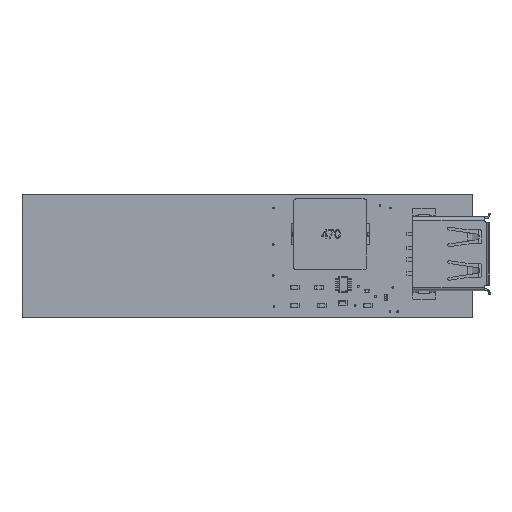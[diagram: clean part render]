
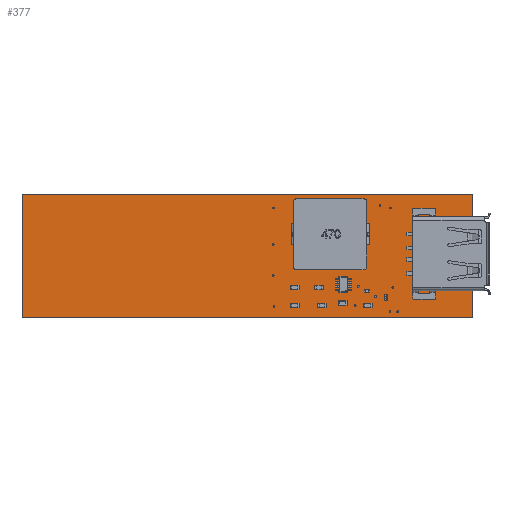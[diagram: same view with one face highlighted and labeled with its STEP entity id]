
A CAD part, top view. The second image highlights one B-rep face of the part: STEP entity #377.
In plain terms, the highlighted planar face has unit normal (0, 0, 1).
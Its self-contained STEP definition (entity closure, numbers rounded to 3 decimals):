
#83 = VERTEX_POINT('',#84);
#84 = CARTESIAN_POINT('',(30.724,-6.302,1.6
    ));
#90 = EDGE_CURVE('',#83,#91,#93,.T.);
#91 = VERTEX_POINT('',#92);
#92 = CARTESIAN_POINT('',(-49.25,-6.302,1.6
    ));
#93 = LINE('',#94,#95);
#94 = CARTESIAN_POINT('',(30.724,-6.302,1.6
    ));
#95 = VECTOR('',#96,1.);
#96 = DIRECTION('',(-1.,0.,0.));
#123 = VERTEX_POINT('',#124);
#124 = CARTESIAN_POINT('',(30.724,-6.201,
    1.6));
#130 = EDGE_CURVE('',#123,#83,#131,.T.);
#131 = LINE('',#132,#133);
#132 = CARTESIAN_POINT('',(30.724,-6.201,
    1.6));
#133 = VECTOR('',#134,1.);
#134 = DIRECTION('',(0.,-1.,0.));
#152 = EDGE_CURVE('',#91,#153,#155,.T.);
#153 = VERTEX_POINT('',#154);
#154 = CARTESIAN_POINT('',(-49.25,15.673,
    1.6));
#155 = LINE('',#156,#157);
#156 = CARTESIAN_POINT('',(-49.25,-6.302,
    1.6));
#157 = VECTOR('',#158,1.);
#158 = DIRECTION('',(0.,1.,0.));
#377 = ADVANCED_FACE('',(#378,#406,#417,#428,#439,#450,#461,#472,#483,
    #494,#505,#516,#527,#538,#549,#560),#571,.F.);
#378 = FACE_BOUND('',#379,.F.);
#379 = EDGE_LOOP('',(#380,#381,#382,#390,#398,#405));
#380 = ORIENTED_EDGE('',*,*,#90,.T.);
#381 = ORIENTED_EDGE('',*,*,#152,.T.);
#382 = ORIENTED_EDGE('',*,*,#383,.T.);
#383 = EDGE_CURVE('',#153,#384,#386,.T.);
#384 = VERTEX_POINT('',#385);
#385 = CARTESIAN_POINT('',(30.721,15.673,
    1.6));
#386 = LINE('',#387,#388);
#387 = CARTESIAN_POINT('',(-49.25,15.673,
    1.6));
#388 = VECTOR('',#389,1.);
#389 = DIRECTION('',(1.,0.,0.));
#390 = ORIENTED_EDGE('',*,*,#391,.T.);
#391 = EDGE_CURVE('',#384,#392,#394,.T.);
#392 = VERTEX_POINT('',#393);
#393 = CARTESIAN_POINT('',(30.724,-6.198,
    1.6));
#394 = LINE('',#395,#396);
#395 = CARTESIAN_POINT('',(30.721,15.673,
    1.6));
#396 = VECTOR('',#397,1.);
#397 = DIRECTION('',(0.,-1.,0.));
#398 = ORIENTED_EDGE('',*,*,#399,.T.);
#399 = EDGE_CURVE('',#392,#123,#400,.T.);
#400 = CIRCLE('',#401,0.013);
#401 = AXIS2_PLACEMENT_3D('',#402,#403,#404);
#402 = CARTESIAN_POINT('',(30.737,-6.201,
    1.6));
#403 = DIRECTION('',(0.,0.,1.));
#404 = DIRECTION('',(-0.985,0.171,0.));
#405 = ORIENTED_EDGE('',*,*,#130,.T.);
#406 = FACE_BOUND('',#407,.F.);
#407 = EDGE_LOOP('',(#408));
#408 = ORIENTED_EDGE('',*,*,#409,.T.);
#409 = EDGE_CURVE('',#410,#410,#412,.T.);
#410 = VERTEX_POINT('',#411);
#411 = CARTESIAN_POINT('',(17.551,-5.207,1.6
    ));
#412 = CIRCLE('',#413,0.152);
#413 = AXIS2_PLACEMENT_3D('',#414,#415,#416);
#414 = CARTESIAN_POINT('',(17.399,-5.207,1.6
    ));
#415 = DIRECTION('',(0.,0.,1.));
#416 = DIRECTION('',(1.,0.,-0.));
#417 = FACE_BOUND('',#418,.F.);
#418 = EDGE_LOOP('',(#419));
#419 = ORIENTED_EDGE('',*,*,#420,.T.);
#420 = EDGE_CURVE('',#421,#421,#423,.T.);
#421 = VERTEX_POINT('',#422);
#422 = CARTESIAN_POINT('',(16.154,-5.207,
    1.6));
#423 = CIRCLE('',#424,0.152);
#424 = AXIS2_PLACEMENT_3D('',#425,#426,#427);
#425 = CARTESIAN_POINT('',(16.002,-5.207,
    1.6));
#426 = DIRECTION('',(0.,0.,1.));
#427 = DIRECTION('',(1.,0.,-0.));
#428 = FACE_BOUND('',#429,.F.);
#429 = EDGE_LOOP('',(#430));
#430 = ORIENTED_EDGE('',*,*,#431,.T.);
#431 = EDGE_CURVE('',#432,#432,#434,.T.);
#432 = VERTEX_POINT('',#433);
#433 = CARTESIAN_POINT('',(10.,-4.064,1.6)
  );
#434 = CIRCLE('',#435,0.152);
#435 = AXIS2_PLACEMENT_3D('',#436,#437,#438);
#436 = CARTESIAN_POINT('',(9.847,-4.064,1.6)
  );
#437 = DIRECTION('',(0.,0.,1.));
#438 = DIRECTION('',(1.,0.,-0.));
#439 = FACE_BOUND('',#440,.F.);
#440 = EDGE_LOOP('',(#441));
#441 = ORIENTED_EDGE('',*,*,#442,.T.);
#442 = EDGE_CURVE('',#443,#443,#445,.T.);
#443 = VERTEX_POINT('',#444);
#444 = CARTESIAN_POINT('',(13.615,-2.502,
    1.6));
#445 = CIRCLE('',#446,0.152);
#446 = AXIS2_PLACEMENT_3D('',#447,#448,#449);
#447 = CARTESIAN_POINT('',(13.462,-2.502,1.6
    ));
#448 = DIRECTION('',(0.,0.,1.));
#449 = DIRECTION('',(1.,0.,-0.));
#450 = FACE_BOUND('',#451,.F.);
#451 = EDGE_LOOP('',(#452));
#452 = ORIENTED_EDGE('',*,*,#453,.T.);
#453 = EDGE_CURVE('',#454,#454,#456,.T.);
#454 = VERTEX_POINT('',#455);
#455 = CARTESIAN_POINT('',(16.662,-0.889,
    1.6));
#456 = CIRCLE('',#457,0.152);
#457 = AXIS2_PLACEMENT_3D('',#458,#459,#460);
#458 = CARTESIAN_POINT('',(16.51,-0.889,
    1.6));
#459 = DIRECTION('',(0.,0.,1.));
#460 = DIRECTION('',(1.,0.,-0.));
#461 = FACE_BOUND('',#462,.F.);
#462 = EDGE_LOOP('',(#463));
#463 = ORIENTED_EDGE('',*,*,#464,.T.);
#464 = EDGE_CURVE('',#465,#465,#467,.T.);
#465 = VERTEX_POINT('',#466);
#466 = CARTESIAN_POINT('',(10.566,-0.706,1.6
    ));
#467 = CIRCLE('',#468,0.152);
#468 = AXIS2_PLACEMENT_3D('',#469,#470,#471);
#469 = CARTESIAN_POINT('',(10.414,-0.706,1.6)
  );
#470 = DIRECTION('',(0.,0.,1.));
#471 = DIRECTION('',(1.,0.,-0.));
#472 = FACE_BOUND('',#473,.F.);
#473 = EDGE_LOOP('',(#474));
#474 = ORIENTED_EDGE('',*,*,#475,.T.);
#475 = EDGE_CURVE('',#476,#476,#478,.T.);
#476 = VERTEX_POINT('',#477);
#477 = CARTESIAN_POINT('',(24.007,2.58,1.6)
  );
#478 = CIRCLE('',#479,0.325);
#479 = AXIS2_PLACEMENT_3D('',#480,#481,#482);
#480 = CARTESIAN_POINT('',(23.682,2.58,1.6)
  );
#481 = DIRECTION('',(0.,0.,1.));
#482 = DIRECTION('',(1.,0.,-0.));
#483 = FACE_BOUND('',#484,.F.);
#484 = EDGE_LOOP('',(#485));
#485 = ORIENTED_EDGE('',*,*,#486,.T.);
#486 = EDGE_CURVE('',#487,#487,#489,.T.);
#487 = VERTEX_POINT('',#488);
#488 = CARTESIAN_POINT('',(-4.42,-4.318,
    1.6));
#489 = CIRCLE('',#490,0.152);
#490 = AXIS2_PLACEMENT_3D('',#491,#492,#493);
#491 = CARTESIAN_POINT('',(-4.572,-4.318,1.6
    ));
#492 = DIRECTION('',(0.,0.,1.));
#493 = DIRECTION('',(1.,0.,-0.));
#494 = FACE_BOUND('',#495,.F.);
#495 = EDGE_LOOP('',(#496));
#496 = ORIENTED_EDGE('',*,*,#497,.T.);
#497 = EDGE_CURVE('',#498,#498,#500,.T.);
#498 = VERTEX_POINT('',#499);
#499 = CARTESIAN_POINT('',(-4.547,1.27,1.6)
  );
#500 = CIRCLE('',#501,0.152);
#501 = AXIS2_PLACEMENT_3D('',#502,#503,#504);
#502 = CARTESIAN_POINT('',(-4.699,1.27,1.6)
  );
#503 = DIRECTION('',(0.,0.,1.));
#504 = DIRECTION('',(1.,0.,-0.));
#505 = FACE_BOUND('',#506,.F.);
#506 = EDGE_LOOP('',(#507));
#507 = ORIENTED_EDGE('',*,*,#508,.T.);
#508 = EDGE_CURVE('',#509,#509,#511,.T.);
#509 = VERTEX_POINT('',#510);
#510 = CARTESIAN_POINT('',(24.007,7.58,1.6)
  );
#511 = CIRCLE('',#512,0.325);
#512 = AXIS2_PLACEMENT_3D('',#513,#514,#515);
#513 = CARTESIAN_POINT('',(23.682,7.58,1.6)
  );
#514 = DIRECTION('',(0.,0.,1.));
#515 = DIRECTION('',(1.,0.,-0.));
#516 = FACE_BOUND('',#517,.F.);
#517 = EDGE_LOOP('',(#518));
#518 = ORIENTED_EDGE('',*,*,#519,.T.);
#519 = EDGE_CURVE('',#520,#520,#522,.T.);
#520 = VERTEX_POINT('',#521);
#521 = CARTESIAN_POINT('',(16.281,13.208,
    1.6));
#522 = CIRCLE('',#523,0.152);
#523 = AXIS2_PLACEMENT_3D('',#524,#525,#526);
#524 = CARTESIAN_POINT('',(16.129,13.208,
    1.6));
#525 = DIRECTION('',(0.,0.,1.));
#526 = DIRECTION('',(1.,0.,-0.));
#527 = FACE_BOUND('',#528,.F.);
#528 = EDGE_LOOP('',(#529));
#529 = ORIENTED_EDGE('',*,*,#530,.T.);
#530 = EDGE_CURVE('',#531,#531,#533,.T.);
#531 = VERTEX_POINT('',#532);
#532 = CARTESIAN_POINT('',(14.376,13.589,
    1.6));
#533 = CIRCLE('',#534,0.152);
#534 = AXIS2_PLACEMENT_3D('',#535,#536,#537);
#535 = CARTESIAN_POINT('',(14.224,13.589,
    1.6));
#536 = DIRECTION('',(0.,0.,1.));
#537 = DIRECTION('',(1.,0.,-0.));
#538 = FACE_BOUND('',#539,.F.);
#539 = EDGE_LOOP('',(#540));
#540 = ORIENTED_EDGE('',*,*,#541,.T.);
#541 = EDGE_CURVE('',#542,#542,#544,.T.);
#542 = VERTEX_POINT('',#543);
#543 = CARTESIAN_POINT('',(4.089,4.191,1.6)
  );
#544 = CIRCLE('',#545,0.152);
#545 = AXIS2_PLACEMENT_3D('',#546,#547,#548);
#546 = CARTESIAN_POINT('',(3.937,4.191,1.6)
  );
#547 = DIRECTION('',(0.,0.,1.));
#548 = DIRECTION('',(1.,0.,-0.));
#549 = FACE_BOUND('',#550,.F.);
#550 = EDGE_LOOP('',(#551));
#551 = ORIENTED_EDGE('',*,*,#552,.T.);
#552 = EDGE_CURVE('',#553,#553,#555,.T.);
#553 = VERTEX_POINT('',#554);
#554 = CARTESIAN_POINT('',(-4.547,6.731,1.6)
  );
#555 = CIRCLE('',#556,0.152);
#556 = AXIS2_PLACEMENT_3D('',#557,#558,#559);
#557 = CARTESIAN_POINT('',(-4.699,6.731,1.6)
  );
#558 = DIRECTION('',(0.,0.,1.));
#559 = DIRECTION('',(1.,0.,-0.));
#560 = FACE_BOUND('',#561,.F.);
#561 = EDGE_LOOP('',(#562));
#562 = ORIENTED_EDGE('',*,*,#563,.T.);
#563 = EDGE_CURVE('',#564,#564,#566,.T.);
#564 = VERTEX_POINT('',#565);
#565 = CARTESIAN_POINT('',(-4.547,13.208,1.6
    ));
#566 = CIRCLE('',#567,0.152);
#567 = AXIS2_PLACEMENT_3D('',#568,#569,#570);
#568 = CARTESIAN_POINT('',(-4.699,13.208,1.6
    ));
#569 = DIRECTION('',(0.,0.,1.));
#570 = DIRECTION('',(1.,0.,-0.));
#571 = PLANE('',#572);
#572 = AXIS2_PLACEMENT_3D('',#573,#574,#575);
#573 = CARTESIAN_POINT('',(-9.264,4.685,1.6
    ));
#574 = DIRECTION('',(-0.,-0.,-1.));
#575 = DIRECTION('',(-1.,0.,0.));
